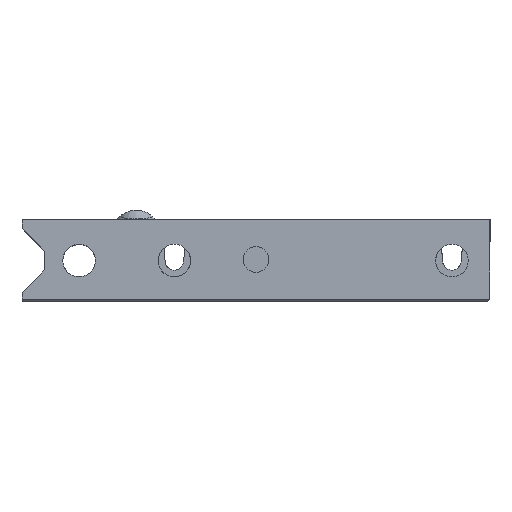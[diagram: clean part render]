
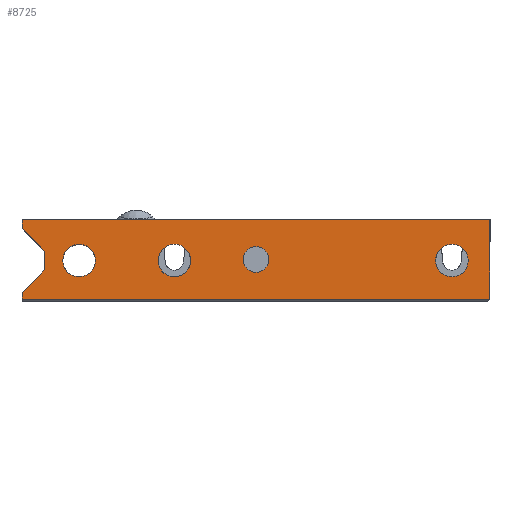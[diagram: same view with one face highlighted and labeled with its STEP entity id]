
A CAD part, top view. The second image highlights one B-rep face of the part: STEP entity #8725.
In plain terms, the highlighted face is planar.
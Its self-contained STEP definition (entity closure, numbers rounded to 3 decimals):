
#240 = ORIENTED_EDGE ( 'NONE', *, *, #536, .F. ) ;
#266 = VECTOR ( 'NONE', #5742, 1000. ) ;
#356 = LINE ( 'NONE', #9156, #9697 ) ;
#422 = ORIENTED_EDGE ( 'NONE', *, *, #3382, .F. ) ;
#451 = DIRECTION ( 'NONE',  ( 0., 0., 1. ) ) ;
#536 = EDGE_CURVE ( 'NONE', #9541, #2055, #3160, .T. ) ;
#604 = EDGE_CURVE ( 'NONE', #4411, #2329, #5147, .T. ) ;
#613 = ORIENTED_EDGE ( 'NONE', *, *, #4027, .T. ) ;
#623 = CARTESIAN_POINT ( 'NONE',  ( -129.399, -0.4, 57.201 ) ) ;
#626 = ORIENTED_EDGE ( 'NONE', *, *, #2390, .F. ) ;
#637 = ORIENTED_EDGE ( 'NONE', *, *, #4468, .T. ) ;
#708 = CARTESIAN_POINT ( 'NONE',  ( -40.25, -0.4, 7.7 ) ) ;
#747 = CARTESIAN_POINT ( 'NONE',  ( 0.4, -0.4, 15. ) ) ;
#823 = PLANE ( 'NONE',  #3459 ) ;
#853 = VERTEX_POINT ( 'NONE', #1574 ) ;
#887 = VECTOR ( 'NONE', #5998, 1000. ) ;
#901 = CARTESIAN_POINT ( 'NONE',  ( -85.599, -0.4, 1.6 ) ) ;
#924 = EDGE_CURVE ( 'NONE', #4247, #7246, #2868, .T. ) ;
#959 = CARTESIAN_POINT ( 'NONE',  ( -85.599, -0.4, 13.4 ) ) ;
#1043 = CARTESIAN_POINT ( 'NONE',  ( -9.6, -0.4, 7.5 ) ) ;
#1075 = CARTESIAN_POINT ( 'NONE',  ( -3.6, -0.4, 7.5 ) ) ;
#1093 = VERTEX_POINT ( 'NONE', #9432 ) ;
#1161 = ORIENTED_EDGE ( 'NONE', *, *, #2498, .F. ) ;
#1283 = CARTESIAN_POINT ( 'NONE',  ( -54.6, -0.4, 7.5 ) ) ;
#1435 = EDGE_LOOP ( 'NONE', ( #5553, #3696 ) ) ;
#1488 = DIRECTION ( 'NONE',  ( 0., -1., 0. ) ) ;
#1574 = CARTESIAN_POINT ( 'NONE',  ( -60.6, -0.4, 7.5 ) ) ;
#1591 = CARTESIAN_POINT ( 'NONE',  ( -42.6, -0.4, 7.7 ) ) ;
#1602 = CARTESIAN_POINT ( 'NONE',  ( -57.6, -0.4, 7.5 ) ) ;
#1931 = AXIS2_PLACEMENT_3D ( 'NONE', #8682, #4009, #4105 ) ;
#2031 = AXIS2_PLACEMENT_3D ( 'NONE', #8644, #5031, #3657 ) ;
#2055 = VERTEX_POINT ( 'NONE', #901 ) ;
#2106 = EDGE_CURVE ( 'NONE', #2329, #4411, #9943, .T. ) ;
#2110 = DIRECTION ( 'NONE',  ( 1., 0., 0. ) ) ;
#2227 = CARTESIAN_POINT ( 'NONE',  ( -81.427, -0.4, 9.228 ) ) ;
#2323 = DIRECTION ( 'NONE',  ( 0., -1., 0. ) ) ;
#2329 = VERTEX_POINT ( 'NONE', #1043 ) ;
#2348 = DIRECTION ( 'NONE',  ( 1., 0., 0. ) ) ;
#2390 = EDGE_CURVE ( 'NONE', #9836, #8196, #7148, .T. ) ;
#2392 = ORIENTED_EDGE ( 'NONE', *, *, #10040, .F. ) ;
#2498 = EDGE_CURVE ( 'NONE', #8196, #9836, #6824, .T. ) ;
#2712 = CARTESIAN_POINT ( 'NONE',  ( -121.899, -0.4, -34.701 ) ) ;
#2868 = LINE ( 'NONE', #747, #887 ) ;
#2958 = VERTEX_POINT ( 'NONE', #2227 ) ;
#3060 = FACE_BOUND ( 'NONE', #7080, .T. ) ;
#3109 = DIRECTION ( 'NONE',  ( -1., 0., 0. ) ) ;
#3160 = LINE ( 'NONE', #9368, #4166 ) ;
#3161 = FACE_OUTER_BOUND ( 'NONE', #9092, .T. ) ;
#3382 = EDGE_CURVE ( 'NONE', #4454, #9976, #9048, .T. ) ;
#3459 = AXIS2_PLACEMENT_3D ( 'NONE', #3978, #1488, #3109 ) ;
#3623 = DIRECTION ( 'NONE',  ( -1., 0., 0. ) ) ;
#3648 = EDGE_CURVE ( 'NONE', #2055, #5392, #7243, .T. ) ;
#3657 = DIRECTION ( 'NONE',  ( 1., 0., 0. ) ) ;
#3668 = CARTESIAN_POINT ( 'NONE',  ( -85.599, -0.4, 15. ) ) ;
#3696 = ORIENTED_EDGE ( 'NONE', *, *, #7722, .T. ) ;
#3922 = AXIS2_PLACEMENT_3D ( 'NONE', #8747, #4739, #9526 ) ;
#3929 = AXIS2_PLACEMENT_3D ( 'NONE', #1602, #9384, #3939 ) ;
#3939 = DIRECTION ( 'NONE',  ( 1., 0., 0. ) ) ;
#3978 = CARTESIAN_POINT ( 'NONE',  ( -171.6, -0.4, 15. ) ) ;
#4009 = DIRECTION ( 'NONE',  ( 0., 1., 0. ) ) ;
#4027 = EDGE_CURVE ( 'NONE', #4247, #9976, #5981, .T. ) ;
#4105 = DIRECTION ( 'NONE',  ( 1., 0., 0. ) ) ;
#4166 = VECTOR ( 'NONE', #4626, 1000. ) ;
#4198 = VECTOR ( 'NONE', #451, 1000. ) ;
#4247 = VERTEX_POINT ( 'NONE', #6192 ) ;
#4281 = EDGE_CURVE ( 'NONE', #7055, #1093, #10161, .T. ) ;
#4385 = CARTESIAN_POINT ( 'NONE',  ( -171.6, -0.4, 15. ) ) ;
#4411 = VERTEX_POINT ( 'NONE', #1075 ) ;
#4454 = VERTEX_POINT ( 'NONE', #959 ) ;
#4468 = EDGE_CURVE ( 'NONE', #853, #5288, #7524, .T. ) ;
#4626 = DIRECTION ( 'NONE',  ( 0., 0., 1. ) ) ;
#4739 = DIRECTION ( 'NONE',  ( 0., 1., 0. ) ) ;
#4883 = VECTOR ( 'NONE', #3623, 1000. ) ;
#5021 = CARTESIAN_POINT ( 'NONE',  ( -72.1, -0.4, 7.5 ) ) ;
#5029 = ORIENTED_EDGE ( 'NONE', *, *, #6169, .T. ) ;
#5031 = DIRECTION ( 'NONE',  ( 0., 1., 0. ) ) ;
#5054 = CARTESIAN_POINT ( 'NONE',  ( -6.6, -0.4, 7.5 ) ) ;
#5058 = ORIENTED_EDGE ( 'NONE', *, *, #8915, .F. ) ;
#5147 = CIRCLE ( 'NONE', #2031, 3. ) ;
#5175 = ORIENTED_EDGE ( 'NONE', *, *, #604, .T. ) ;
#5243 = LINE ( 'NONE', #623, #5769 ) ;
#5246 = ORIENTED_EDGE ( 'NONE', *, *, #3648, .F. ) ;
#5288 = VERTEX_POINT ( 'NONE', #1283 ) ;
#5325 = DIRECTION ( 'NONE',  ( 0., 1., 0. ) ) ;
#5392 = VERTEX_POINT ( 'NONE', #5608 ) ;
#5524 = CARTESIAN_POINT ( 'NONE',  ( -75.1, -0.4, 7.5 ) ) ;
#5535 = CARTESIAN_POINT ( 'NONE',  ( -81.427, -0.4, 15. ) ) ;
#5553 = ORIENTED_EDGE ( 'NONE', *, *, #4281, .T. ) ;
#5608 = CARTESIAN_POINT ( 'NONE',  ( -81.427, -0.4, 5.772 ) ) ;
#5707 = DIRECTION ( 'NONE',  ( 0., -1., 0. ) ) ;
#5742 = DIRECTION ( 'NONE',  ( 0.707, 0., 0.707 ) ) ;
#5769 = VECTOR ( 'NONE', #9206, 1000. ) ;
#5981 = LINE ( 'NONE', #4385, #4883 ) ;
#5998 = DIRECTION ( 'NONE',  ( 0., 0., -1. ) ) ;
#6062 = CIRCLE ( 'NONE', #3929, 3. ) ;
#6169 = EDGE_CURVE ( 'NONE', #9541, #7246, #356, .T. ) ;
#6186 = FACE_BOUND ( 'NONE', #8432, .T. ) ;
#6192 = CARTESIAN_POINT ( 'NONE',  ( 0.4, -0.4, 15. ) ) ;
#6327 = DIRECTION ( 'NONE',  ( 0., 0., 1. ) ) ;
#6489 = EDGE_CURVE ( 'NONE', #5288, #853, #6062, .T. ) ;
#6637 = DIRECTION ( 'NONE',  ( -1., 0., 0. ) ) ;
#6824 = CIRCLE ( 'NONE', #9953, 2.35 ) ;
#6874 = CARTESIAN_POINT ( 'NONE',  ( -85.599, -0.4, 0.4 ) ) ;
#7005 = DIRECTION ( 'NONE',  ( -1., 0., 0. ) ) ;
#7035 = LINE ( 'NONE', #5535, #9885 ) ;
#7055 = VERTEX_POINT ( 'NONE', #5021 ) ;
#7080 = EDGE_LOOP ( 'NONE', ( #5175, #8201 ) ) ;
#7148 = CIRCLE ( 'NONE', #9284, 2.35 ) ;
#7243 = LINE ( 'NONE', #2712, #266 ) ;
#7246 = VERTEX_POINT ( 'NONE', #9223 ) ;
#7255 = CARTESIAN_POINT ( 'NONE',  ( -42.6, -0.4, 7.7 ) ) ;
#7480 = EDGE_LOOP ( 'NONE', ( #626, #1161 ) ) ;
#7501 = CARTESIAN_POINT ( 'NONE',  ( -85.599, -0.4, 15. ) ) ;
#7524 = CIRCLE ( 'NONE', #1931, 3. ) ;
#7722 = EDGE_CURVE ( 'NONE', #1093, #7055, #8536, .T. ) ;
#7880 = FACE_BOUND ( 'NONE', #7480, .T. ) ;
#7956 = CARTESIAN_POINT ( 'NONE',  ( -44.95, -0.4, 7.7 ) ) ;
#8054 = AXIS2_PLACEMENT_3D ( 'NONE', #5524, #5325, #2348 ) ;
#8196 = VERTEX_POINT ( 'NONE', #708 ) ;
#8201 = ORIENTED_EDGE ( 'NONE', *, *, #2106, .T. ) ;
#8432 = EDGE_LOOP ( 'NONE', ( #8676, #637 ) ) ;
#8536 = CIRCLE ( 'NONE', #8054, 3. ) ;
#8644 = CARTESIAN_POINT ( 'NONE',  ( -6.6, -0.4, 7.5 ) ) ;
#8676 = ORIENTED_EDGE ( 'NONE', *, *, #6489, .T. ) ;
#8682 = CARTESIAN_POINT ( 'NONE',  ( -57.6, -0.4, 7.5 ) ) ;
#8725 = ADVANCED_FACE ( 'NONE', ( #3161, #7880, #9419, #3060, #6186 ), #823, .T. ) ;
#8747 = CARTESIAN_POINT ( 'NONE',  ( -75.1, -0.4, 7.5 ) ) ;
#8915 = EDGE_CURVE ( 'NONE', #5392, #2958, #7035, .T. ) ;
#9048 = LINE ( 'NONE', #7501, #4198 ) ;
#9092 = EDGE_LOOP ( 'NONE', ( #422, #2392, #5058, #5246, #240, #5029, #9532, #613 ) ) ;
#9156 = CARTESIAN_POINT ( 'NONE',  ( -171.6, -0.4, 0.4 ) ) ;
#9206 = DIRECTION ( 'NONE',  ( -0.707, 0., 0.707 ) ) ;
#9223 = CARTESIAN_POINT ( 'NONE',  ( 0.4, -0.4, 0.4 ) ) ;
#9279 = AXIS2_PLACEMENT_3D ( 'NONE', #5054, #9597, #9749 ) ;
#9284 = AXIS2_PLACEMENT_3D ( 'NONE', #1591, #2323, #7005 ) ;
#9368 = CARTESIAN_POINT ( 'NONE',  ( -85.599, -0.4, 15. ) ) ;
#9384 = DIRECTION ( 'NONE',  ( 0., 1., 0. ) ) ;
#9419 = FACE_BOUND ( 'NONE', #1435, .T. ) ;
#9432 = CARTESIAN_POINT ( 'NONE',  ( -78.1, -0.4, 7.5 ) ) ;
#9526 = DIRECTION ( 'NONE',  ( 1., 0., 0. ) ) ;
#9532 = ORIENTED_EDGE ( 'NONE', *, *, #924, .F. ) ;
#9541 = VERTEX_POINT ( 'NONE', #6874 ) ;
#9597 = DIRECTION ( 'NONE',  ( 0., 1., 0. ) ) ;
#9697 = VECTOR ( 'NONE', #2110, 1000. ) ;
#9749 = DIRECTION ( 'NONE',  ( 1., 0., 0. ) ) ;
#9836 = VERTEX_POINT ( 'NONE', #7956 ) ;
#9885 = VECTOR ( 'NONE', #6327, 1000. ) ;
#9943 = CIRCLE ( 'NONE', #9279, 3. ) ;
#9953 = AXIS2_PLACEMENT_3D ( 'NONE', #7255, #5707, #6637 ) ;
#9976 = VERTEX_POINT ( 'NONE', #3668 ) ;
#10040 = EDGE_CURVE ( 'NONE', #2958, #4454, #5243, .T. ) ;
#10161 = CIRCLE ( 'NONE', #3922, 3. ) ;
